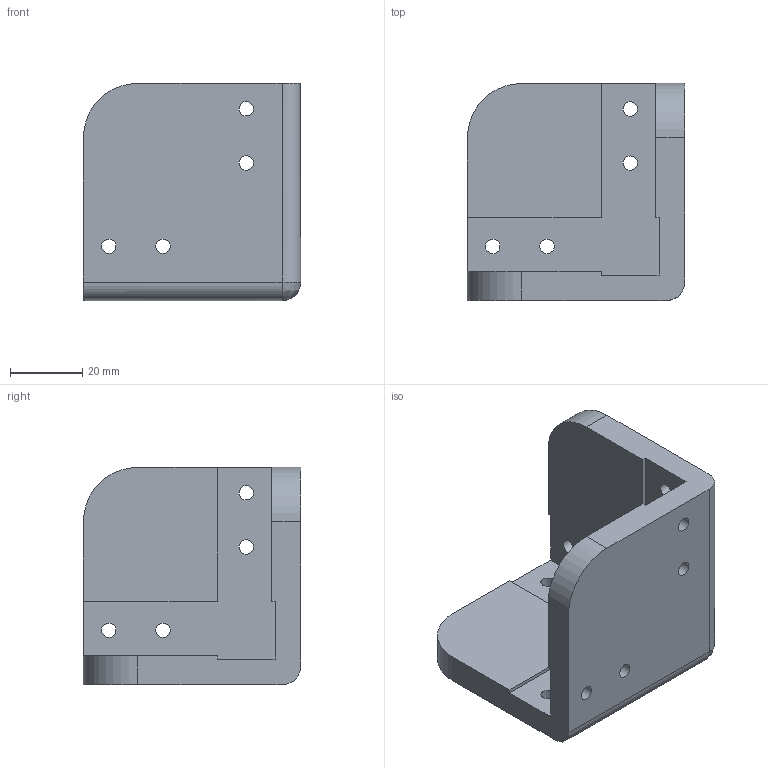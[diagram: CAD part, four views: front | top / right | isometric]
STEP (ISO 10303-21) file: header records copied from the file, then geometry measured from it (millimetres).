
FILE_DESCRIPTION(('FreeCAD Model'),'2;1');
FILE_NAME('UpperCorner.step','2015-05-19T17:04:17',(''),(''), 'Open CASCADE STEP processor 6.8','FreeCAD','Unknown');
FILE_SCHEMA(('AUTOMOTIVE_DESIGN_CC2 { 1 2 10303 214 -1 1 5 4 }'));
Length unit declared in the file: millimetre
Products named in the file (1): UpperCorner
Bounding box: 60 x 60 x 60 mm (x, y, z)
Volume: 68070.3 mm3; surface area: 21947.6 mm2
Topology: 1 solids, 1 shells, 37 faces, 129 edges, 94 vertices
Faces by surface type: cylinder 18, plane 18, bspline 1
Full cylindrical faces by diameter (mm): 4 x12
Entity records: 3952 total; most frequent: CARTESIAN_POINT 1405, DIRECTION 458, LINE 294, VECTOR 294, ORIENTED_EDGE 258, PCURVE 258, DEFINITIONAL_REPRESENTATION 258, EDGE_CURVE 129
